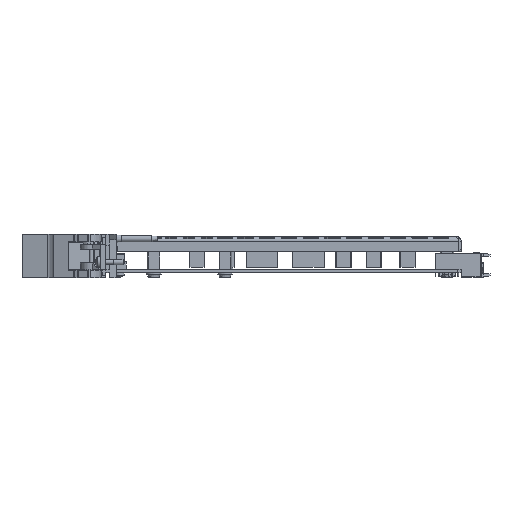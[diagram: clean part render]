
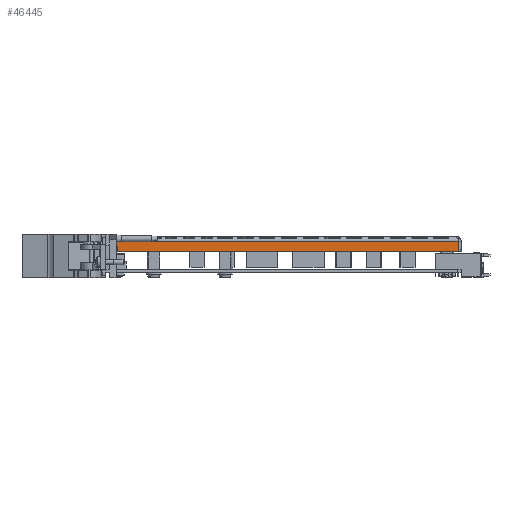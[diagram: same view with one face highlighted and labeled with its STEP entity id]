
A CAD part, front view. The second image highlights one B-rep face of the part: STEP entity #46445.
In plain terms, the highlighted planar face has unit normal (0, -1, 0).
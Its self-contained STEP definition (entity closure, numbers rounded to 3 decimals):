
#7342 = EDGE_CURVE ( 'NONE', #45520, #45468, #41096, .T. ) ;
#7372 = EDGE_CURVE ( 'NONE', #45539, #45520, #41107, .T. ) ;
#7376 = EDGE_CURVE ( 'NONE', #45553, #45468, #41145, .T. ) ;
#7379 = EDGE_CURVE ( 'NONE', #45548, #45553, #41148, .T. ) ;
#7380 = EDGE_CURVE ( 'NONE', #45548, #45561, #41135, .T. ) ;
#7382 = EDGE_CURVE ( 'NONE', #45561, #45563, #41154, .T. ) ;
#7385 = EDGE_CURVE ( 'NONE', #45533, #45563, #41158, .T. ) ;
#7387 = EDGE_CURVE ( 'NONE', #45533, #45569, #41159, .T. ) ;
#7389 = EDGE_CURVE ( 'NONE', #45552, #45569, #41164, .T. ) ;
#7392 = EDGE_CURVE ( 'NONE', #45552, #45539, #41166, .T. ) ;
#19725 = CARTESIAN_POINT ( 'NONE',  ( 64.859, -43.018, 8.683 ) ) ;
#20187 = CARTESIAN_POINT ( 'NONE',  ( 63.859, -43.018, 7.683 ) ) ;
#20321 = CARTESIAN_POINT ( 'NONE',  ( -92.37, -43.018, 10.683 ) ) ;
#20369 = CARTESIAN_POINT ( 'NONE',  ( -90.37, -43.018, 7.683 ) ) ;
#20458 = CARTESIAN_POINT ( 'NONE',  ( -95.37, -43.018, 12.683 ) ) ;
#20510 = CARTESIAN_POINT ( 'NONE',  ( -91.37, -43.018, 8.683 ) ) ;
#20512 = CARTESIAN_POINT ( 'NONE',  ( 64.859, -43.018, 12.683 ) ) ;
#20564 = CARTESIAN_POINT ( 'NONE',  ( -95.37, -43.018, 11.683 ) ) ;
#20594 = CARTESIAN_POINT ( 'NONE',  ( -94.37, -43.018, 10.683 ) ) ;
#20641 = CARTESIAN_POINT ( 'NONE',  ( -91.37, -43.018, 9.683 ) ) ;
#34316 = PLANE ( 'NONE',  #77970 ) ;
#34326 = CARTESIAN_POINT ( 'NONE',  ( 63.93, -43.018, 7.683 ) ) ;
#34327 = DIRECTION ( 'NONE',  ( 0., 1., 0. ) ) ;
#34328 = DIRECTION ( 'NONE',  ( 1., 0., 0. ) ) ;
#41096 = CIRCLE ( 'NONE', #50360, 1. ) ;
#41107 = LINE ( 'NONE', #93057, #41143 ) ;
#41135 = LINE ( 'NONE', #93056, #41156 ) ;
#41143 = VECTOR ( 'NONE', #93064, 1000. ) ;
#41145 = LINE ( 'NONE', #93067, #41150 ) ;
#41148 = LINE ( 'NONE', #93069, #41153 ) ;
#41150 = VECTOR ( 'NONE', #93068, 1000. ) ;
#41153 = VECTOR ( 'NONE', #93071, 1000. ) ;
#41154 = CIRCLE ( 'NONE', #50370, 1. ) ;
#41156 = VECTOR ( 'NONE', #93072, 1000. ) ;
#41158 = LINE ( 'NONE', #93070, #41161 ) ;
#41159 = CIRCLE ( 'NONE', #50371, 1. ) ;
#41161 = VECTOR ( 'NONE', #93062, 1000. ) ;
#41164 = LINE ( 'NONE', #93073, #41169 ) ;
#41166 = CIRCLE ( 'NONE', #50373, 1. ) ;
#41169 = VECTOR ( 'NONE', #93074, 1000. ) ;
#45468 = VERTEX_POINT ( 'NONE', #19725 ) ;
#45520 = VERTEX_POINT ( 'NONE', #20187 ) ;
#45533 = VERTEX_POINT ( 'NONE', #20321 ) ;
#45539 = VERTEX_POINT ( 'NONE', #20369 ) ;
#45548 = VERTEX_POINT ( 'NONE', #20458 ) ;
#45552 = VERTEX_POINT ( 'NONE', #20510 ) ;
#45553 = VERTEX_POINT ( 'NONE', #20512 ) ;
#45561 = VERTEX_POINT ( 'NONE', #20564 ) ;
#45563 = VERTEX_POINT ( 'NONE', #20594 ) ;
#45569 = VERTEX_POINT ( 'NONE', #20641 ) ;
#46445 = ADVANCED_FACE ( 'NONE', ( #136371 ), #34316, .F. ) ;
#50360 = AXIS2_PLACEMENT_3D ( 'NONE', #93032, #93033, #93034 ) ;
#50370 = AXIS2_PLACEMENT_3D ( 'NONE', #93075, #93076, #93077 ) ;
#50371 = AXIS2_PLACEMENT_3D ( 'NONE', #93080, #93081, #93082 ) ;
#50373 = AXIS2_PLACEMENT_3D ( 'NONE', #93084, #93085, #93086 ) ;
#77970 = AXIS2_PLACEMENT_3D ( 'NONE', #34326, #34327, #34328 ) ;
#93032 = CARTESIAN_POINT ( 'NONE',  ( 63.859, -43.018, 8.683 ) ) ;
#93033 = DIRECTION ( 'NONE',  ( 0., -1., 0. ) ) ;
#93034 = DIRECTION ( 'NONE',  ( 1., 0., 0. ) ) ;
#93056 = CARTESIAN_POINT ( 'NONE',  ( -95.37, -43.018, 7.683 ) ) ;
#93057 = CARTESIAN_POINT ( 'NONE',  ( 63.93, -43.018, 7.683 ) ) ;
#93062 = DIRECTION ( 'NONE',  ( -1., 0., 0. ) ) ;
#93064 = DIRECTION ( 'NONE',  ( 1., 0., 0. ) ) ;
#93067 = CARTESIAN_POINT ( 'NONE',  ( 64.859, -43.018, 12.683 ) ) ;
#93068 = DIRECTION ( 'NONE',  ( 0., 0., -1. ) ) ;
#93069 = CARTESIAN_POINT ( 'NONE',  ( 63.93, -43.018, 12.683 ) ) ;
#93070 = CARTESIAN_POINT ( 'NONE',  ( -95.37, -43.018, 10.683 ) ) ;
#93071 = DIRECTION ( 'NONE',  ( 1., 0., 0. ) ) ;
#93072 = DIRECTION ( 'NONE',  ( 0., 0., -1. ) ) ;
#93073 = CARTESIAN_POINT ( 'NONE',  ( -91.37, -43.018, 10.683 ) ) ;
#93074 = DIRECTION ( 'NONE',  ( 0., 0., 1. ) ) ;
#93075 = CARTESIAN_POINT ( 'NONE',  ( -94.37, -43.018, 11.683 ) ) ;
#93076 = DIRECTION ( 'NONE',  ( 0., -1., 0. ) ) ;
#93077 = DIRECTION ( 'NONE',  ( 1., 0., 0. ) ) ;
#93080 = CARTESIAN_POINT ( 'NONE',  ( -92.37, -43.018, 9.683 ) ) ;
#93081 = DIRECTION ( 'NONE',  ( 0., 1., 0. ) ) ;
#93082 = DIRECTION ( 'NONE',  ( 1., 0., 0. ) ) ;
#93084 = CARTESIAN_POINT ( 'NONE',  ( -90.37, -43.018, 8.683 ) ) ;
#93085 = DIRECTION ( 'NONE',  ( 0., -1., 0. ) ) ;
#93086 = DIRECTION ( 'NONE',  ( 1., 0., 0. ) ) ;
#108120 = ORIENTED_EDGE ( 'NONE', *, *, #7372, .T. ) ;
#108122 = ORIENTED_EDGE ( 'NONE', *, *, #7342, .T. ) ;
#108124 = ORIENTED_EDGE ( 'NONE', *, *, #7376, .F. ) ;
#108126 = ORIENTED_EDGE ( 'NONE', *, *, #7379, .F. ) ;
#108128 = ORIENTED_EDGE ( 'NONE', *, *, #7380, .T. ) ;
#108130 = ORIENTED_EDGE ( 'NONE', *, *, #7382, .T. ) ;
#108133 = ORIENTED_EDGE ( 'NONE', *, *, #7385, .F. ) ;
#108136 = ORIENTED_EDGE ( 'NONE', *, *, #7387, .T. ) ;
#108139 = ORIENTED_EDGE ( 'NONE', *, *, #7389, .F. ) ;
#108142 = ORIENTED_EDGE ( 'NONE', *, *, #7392, .T. ) ;
#111089 = EDGE_LOOP ( 'NONE', ( #108120, #108122, #108124, #108126, #108128, #108130, #108133, #108136, #108139, #108142 ) ) ;
#136371 = FACE_OUTER_BOUND ( 'NONE', #111089, .T. ) ;
